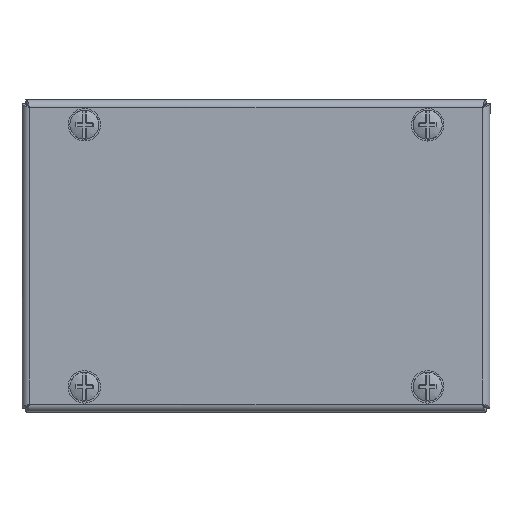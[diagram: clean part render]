
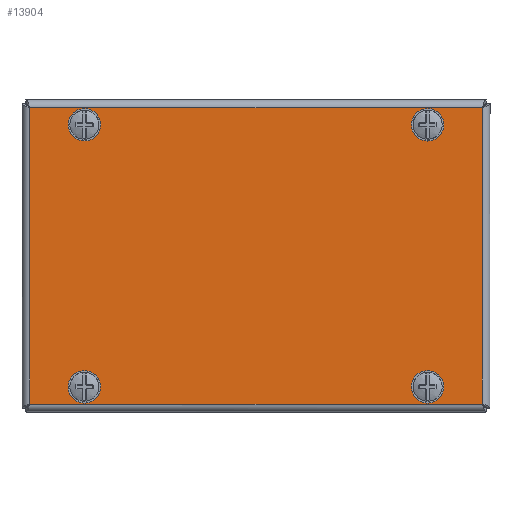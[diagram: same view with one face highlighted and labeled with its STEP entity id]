
A CAD part, top view. The second image highlights one B-rep face of the part: STEP entity #13904.
In plain terms, the highlighted face is planar.
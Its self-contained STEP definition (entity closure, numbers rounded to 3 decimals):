
#118 = AXIS2_PLACEMENT_3D ( 'NONE', #2282, #10793, #3515 ) ;
#217 = DIRECTION ( 'NONE',  ( 0., 1., 0. ) ) ;
#230 = AXIS2_PLACEMENT_3D ( 'NONE', #1135, #6042, #14613 ) ;
#1091 = CIRCLE ( 'NONE', #11732, 4. ) ;
#1094 = VECTOR ( 'NONE', #12687, 1000. ) ;
#1135 = CARTESIAN_POINT ( 'NONE',  ( -75., 50., 0. ) ) ;
#1156 = CARTESIAN_POINT ( 'NONE',  ( -72.5, -47.5, 0. ) ) ;
#1711 = VERTEX_POINT ( 'NONE', #12463 ) ;
#1749 = EDGE_CURVE ( 'NONE', #8220, #8220, #1091, .T. ) ;
#1806 = AXIS2_PLACEMENT_3D ( 'NONE', #4898, #13476, #6129 ) ;
#1929 = LINE ( 'NONE', #12303, #14182 ) ;
#2155 = CARTESIAN_POINT ( 'NONE',  ( -73.743, 47.5, 0. ) ) ;
#2179 = EDGE_CURVE ( 'NONE', #1711, #1711, #4311, .T. ) ;
#2282 = CARTESIAN_POINT ( 'NONE',  ( -55., -42., 0. ) ) ;
#2460 = EDGE_CURVE ( 'NONE', #12858, #8773, #11195, .T. ) ;
#2903 = VERTEX_POINT ( 'NONE', #6558 ) ;
#3233 = ORIENTED_EDGE ( 'NONE', *, *, #2179, .F. ) ;
#3515 = DIRECTION ( 'NONE',  ( -1., 0., 0. ) ) ;
#3648 = VECTOR ( 'NONE', #217, 1000. ) ;
#3670 = ORIENTED_EDGE ( 'NONE', *, *, #10829, .F. ) ;
#3879 = CIRCLE ( 'NONE', #118, 4. ) ;
#4311 = CIRCLE ( 'NONE', #12785, 4. ) ;
#4317 = ORIENTED_EDGE ( 'NONE', *, *, #8286, .T. ) ;
#4773 = EDGE_CURVE ( 'NONE', #7824, #2903, #12288, .T. ) ;
#4832 = PLANE ( 'NONE',  #230 ) ;
#4898 = CARTESIAN_POINT ( 'NONE',  ( 55., 42., 0. ) ) ;
#5279 = CARTESIAN_POINT ( 'NONE',  ( -59., -42., 0. ) ) ;
#5526 = VERTEX_POINT ( 'NONE', #8903 ) ;
#5649 = ORIENTED_EDGE ( 'NONE', *, *, #1749, .F. ) ;
#5948 = ORIENTED_EDGE ( 'NONE', *, *, #13313, .F. ) ;
#5949 = DIRECTION ( 'NONE',  ( 1., 0., 0. ) ) ;
#6042 = DIRECTION ( 'NONE',  ( 0., 0., 1. ) ) ;
#6129 = DIRECTION ( 'NONE',  ( -1., 0., 0. ) ) ;
#6403 = CARTESIAN_POINT ( 'NONE',  ( -55., 42., 0. ) ) ;
#6419 = CARTESIAN_POINT ( 'NONE',  ( -72.5, 47.5, 0. ) ) ;
#6558 = CARTESIAN_POINT ( 'NONE',  ( 72.5, 47.5, 0. ) ) ;
#6749 = FACE_OUTER_BOUND ( 'NONE', #13586, .T. ) ;
#6835 = EDGE_LOOP ( 'NONE', ( #5948 ) ) ;
#7135 = FACE_BOUND ( 'NONE', #6835, .T. ) ;
#7517 = FACE_BOUND ( 'NONE', #15610, .T. ) ;
#7639 = DIRECTION ( 'NONE',  ( 1., 0., 0. ) ) ;
#7755 = CARTESIAN_POINT ( 'NONE',  ( 73.743, -47.5, 0. ) ) ;
#7824 = VERTEX_POINT ( 'NONE', #6419 ) ;
#8217 = EDGE_CURVE ( 'NONE', #2903, #12858, #1929, .T. ) ;
#8220 = VERTEX_POINT ( 'NONE', #11191 ) ;
#8286 = EDGE_CURVE ( 'NONE', #8773, #7824, #10120, .T. ) ;
#8330 = CARTESIAN_POINT ( 'NONE',  ( 72.5, -47.5, 0. ) ) ;
#8739 = CARTESIAN_POINT ( 'NONE',  ( -72.5, -48.743, 0. ) ) ;
#8773 = VERTEX_POINT ( 'NONE', #1156 ) ;
#8903 = CARTESIAN_POINT ( 'NONE',  ( 51., 42., 0. ) ) ;
#9464 = DIRECTION ( 'NONE',  ( 1., 0., 0. ) ) ;
#9979 = FACE_BOUND ( 'NONE', #14484, .T. ) ;
#10120 = LINE ( 'NONE', #8739, #3648 ) ;
#10504 = ORIENTED_EDGE ( 'NONE', *, *, #4773, .T. ) ;
#10762 = ORIENTED_EDGE ( 'NONE', *, *, #2460, .T. ) ;
#10793 = DIRECTION ( 'NONE',  ( 0., 0., -1. ) ) ;
#10829 = EDGE_CURVE ( 'NONE', #5526, #5526, #14870, .T. ) ;
#11191 = CARTESIAN_POINT ( 'NONE',  ( -51., 42., 0. ) ) ;
#11195 = LINE ( 'NONE', #7755, #1094 ) ;
#11732 = AXIS2_PLACEMENT_3D ( 'NONE', #6403, #14969, #7639 ) ;
#11891 = VECTOR ( 'NONE', #9464, 1000. ) ;
#12057 = DIRECTION ( 'NONE',  ( 0., 0., -1. ) ) ;
#12288 = LINE ( 'NONE', #2155, #11891 ) ;
#12303 = CARTESIAN_POINT ( 'NONE',  ( 72.5, 48.743, 0. ) ) ;
#12463 = CARTESIAN_POINT ( 'NONE',  ( 59., -42., 0. ) ) ;
#12644 = EDGE_LOOP ( 'NONE', ( #3233 ) ) ;
#12687 = DIRECTION ( 'NONE',  ( -1., 0., 0. ) ) ;
#12785 = AXIS2_PLACEMENT_3D ( 'NONE', #15316, #12057, #5949 ) ;
#12858 = VERTEX_POINT ( 'NONE', #8330 ) ;
#13267 = FACE_BOUND ( 'NONE', #12644, .T. ) ;
#13290 = ORIENTED_EDGE ( 'NONE', *, *, #8217, .T. ) ;
#13313 = EDGE_CURVE ( 'NONE', #14539, #14539, #3879, .T. ) ;
#13476 = DIRECTION ( 'NONE',  ( 0., 0., -1. ) ) ;
#13533 = DIRECTION ( 'NONE',  ( 0., -1., 0. ) ) ;
#13586 = EDGE_LOOP ( 'NONE', ( #10762, #4317, #10504, #13290 ) ) ;
#13904 = ADVANCED_FACE ( 'NONE', ( #13267, #7135, #7517, #9979, #6749 ), #4832, .F. ) ;
#14182 = VECTOR ( 'NONE', #13533, 1000. ) ;
#14484 = EDGE_LOOP ( 'NONE', ( #3670 ) ) ;
#14539 = VERTEX_POINT ( 'NONE', #5279 ) ;
#14613 = DIRECTION ( 'NONE',  ( 1., 0., 0. ) ) ;
#14870 = CIRCLE ( 'NONE', #1806, 4. ) ;
#14969 = DIRECTION ( 'NONE',  ( 0., 0., -1. ) ) ;
#15316 = CARTESIAN_POINT ( 'NONE',  ( 55., -42., 0. ) ) ;
#15610 = EDGE_LOOP ( 'NONE', ( #5649 ) ) ;
